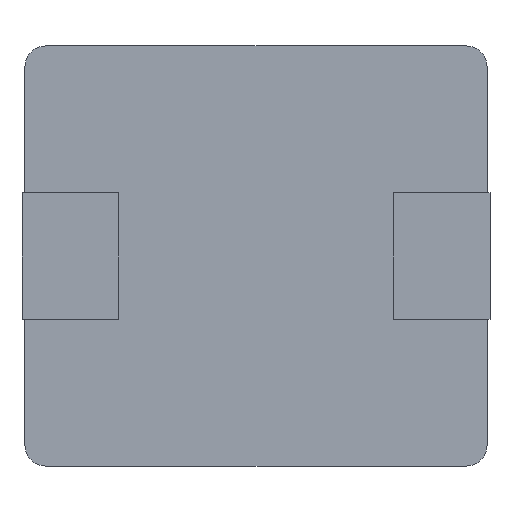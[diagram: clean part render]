
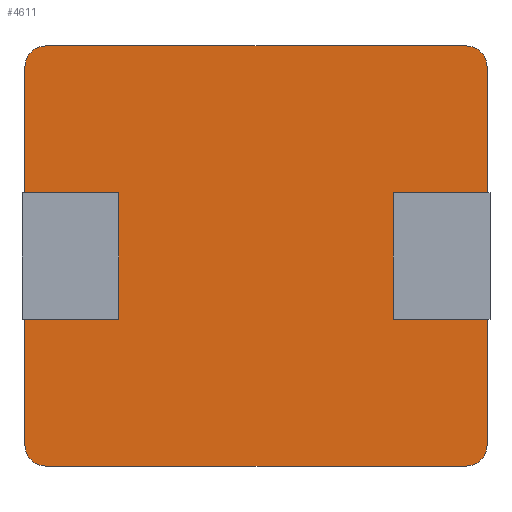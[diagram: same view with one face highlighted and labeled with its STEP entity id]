
A CAD part, front view. The second image highlights one B-rep face of the part: STEP entity #4611.
In plain terms, the highlighted planar face has unit normal (0, -1, 0).
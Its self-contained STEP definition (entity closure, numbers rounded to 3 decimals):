
#21 = VECTOR ( 'NONE', #7482, 1000. ) ;
#71 = DIRECTION ( 'NONE',  ( -1., 0., 0. ) ) ;
#121 = EDGE_CURVE ( 'NONE', #6157, #1306, #6470, .T. ) ;
#133 = VECTOR ( 'NONE', #6282, 1000. ) ;
#212 = DIRECTION ( 'NONE',  ( 0., 0., -1. ) ) ;
#231 = ORIENTED_EDGE ( 'NONE', *, *, #7637, .F. ) ;
#509 = CARTESIAN_POINT ( 'NONE',  ( -5.5, 0., -4.5 ) ) ;
#551 = CARTESIAN_POINT ( 'NONE',  ( -5.5, 0., -5. ) ) ;
#588 = ORIENTED_EDGE ( 'NONE', *, *, #9269, .T. ) ;
#628 = EDGE_CURVE ( 'NONE', #7669, #7509, #2334, .T. ) ;
#661 = DIRECTION ( 'NONE',  ( 1., 0., 0. ) ) ;
#815 = ORIENTED_EDGE ( 'NONE', *, *, #4487, .F. ) ;
#844 = ORIENTED_EDGE ( 'NONE', *, *, #5143, .T. ) ;
#887 = VERTEX_POINT ( 'NONE', #7037 ) ;
#1058 = AXIS2_PLACEMENT_3D ( 'NONE', #7010, #7758, #8530 ) ;
#1203 = LINE ( 'NONE', #9567, #6949 ) ;
#1293 = ORIENTED_EDGE ( 'NONE', *, *, #5248, .T. ) ;
#1306 = VERTEX_POINT ( 'NONE', #7824 ) ;
#1315 = EDGE_CURVE ( 'NONE', #7649, #9535, #7246, .T. ) ;
#1500 = LINE ( 'NONE', #5028, #5946 ) ;
#1525 = LINE ( 'NONE', #5169, #21 ) ;
#1566 = VECTOR ( 'NONE', #9637, 1000. ) ;
#1588 = CARTESIAN_POINT ( 'NONE',  ( 5.5, 0., -1.5 ) ) ;
#1751 = CARTESIAN_POINT ( 'NONE',  ( 0., 0., 0. ) ) ;
#1792 = EDGE_LOOP ( 'NONE', ( #7399, #1293, #4585, #231, #2847, #9690, #2643, #4261, #3135, #7077, #2945, #5462, #844, #3934, #815, #588 ) ) ;
#2232 = LINE ( 'NONE', #7794, #133 ) ;
#2291 = CARTESIAN_POINT ( 'NONE',  ( -5.5, 0., -5. ) ) ;
#2332 = CARTESIAN_POINT ( 'NONE',  ( 3.27, 0., 1.5 ) ) ;
#2334 = CIRCLE ( 'NONE', #6343, 0.5 ) ;
#2643 = ORIENTED_EDGE ( 'NONE', *, *, #9311, .F. ) ;
#2779 = DIRECTION ( 'NONE',  ( 0., 0., -1. ) ) ;
#2810 = CARTESIAN_POINT ( 'NONE',  ( 5.5, 0., 1.5 ) ) ;
#2847 = ORIENTED_EDGE ( 'NONE', *, *, #7761, .F. ) ;
#2888 = CARTESIAN_POINT ( 'NONE',  ( -5., 0., 5. ) ) ;
#2913 = VECTOR ( 'NONE', #2779, 1000. ) ;
#2945 = ORIENTED_EDGE ( 'NONE', *, *, #5497, .F. ) ;
#3050 = VECTOR ( 'NONE', #5074, 1000. ) ;
#3135 = ORIENTED_EDGE ( 'NONE', *, *, #8930, .F. ) ;
#3381 = DIRECTION ( 'NONE',  ( 0., -1., 0. ) ) ;
#3434 = CARTESIAN_POINT ( 'NONE',  ( -5.5, 0., 4.5 ) ) ;
#3449 = VERTEX_POINT ( 'NONE', #8241 ) ;
#3565 = DIRECTION ( 'NONE',  ( 0., -1., 0. ) ) ;
#3570 = LINE ( 'NONE', #551, #1566 ) ;
#3610 = CARTESIAN_POINT ( 'NONE',  ( 5., 0., 5. ) ) ;
#3664 = EDGE_CURVE ( 'NONE', #8237, #8960, #8097, .T. ) ;
#3825 = CARTESIAN_POINT ( 'NONE',  ( 5.5, 0., 4.5 ) ) ;
#3934 = ORIENTED_EDGE ( 'NONE', *, *, #6643, .T. ) ;
#4079 = EDGE_CURVE ( 'NONE', #3449, #5602, #6321, .T. ) ;
#4181 = CIRCLE ( 'NONE', #7036, 0.5 ) ;
#4261 = ORIENTED_EDGE ( 'NONE', *, *, #628, .T. ) ;
#4414 = DIRECTION ( 'NONE',  ( 0., 0., -1. ) ) ;
#4487 = EDGE_CURVE ( 'NONE', #5774, #8892, #1500, .T. ) ;
#4585 = ORIENTED_EDGE ( 'NONE', *, *, #6395, .F. ) ;
#4611 = ADVANCED_FACE ( 'NONE', ( #7471 ), #6088, .F. ) ;
#4729 = VERTEX_POINT ( 'NONE', #8422 ) ;
#5028 = CARTESIAN_POINT ( 'NONE',  ( -5.5, 0., -5. ) ) ;
#5074 = DIRECTION ( 'NONE',  ( -1., 0., 0. ) ) ;
#5095 = VECTOR ( 'NONE', #661, 1000. ) ;
#5143 = EDGE_CURVE ( 'NONE', #8237, #8068, #5583, .T. ) ;
#5169 = CARTESIAN_POINT ( 'NONE',  ( -5.5, 0., 5. ) ) ;
#5203 = CARTESIAN_POINT ( 'NONE',  ( -5.5, 0., 1.5 ) ) ;
#5248 = EDGE_CURVE ( 'NONE', #6157, #4729, #4181, .T. ) ;
#5393 = DIRECTION ( 'NONE',  ( 0., 0., -1. ) ) ;
#5462 = ORIENTED_EDGE ( 'NONE', *, *, #3664, .F. ) ;
#5494 = LINE ( 'NONE', #6307, #2913 ) ;
#5497 = EDGE_CURVE ( 'NONE', #8960, #9535, #3570, .T. ) ;
#5583 = LINE ( 'NONE', #6914, #9482 ) ;
#5602 = VERTEX_POINT ( 'NONE', #2810 ) ;
#5665 = LINE ( 'NONE', #2332, #9440 ) ;
#5774 = VERTEX_POINT ( 'NONE', #509 ) ;
#5797 = AXIS2_PLACEMENT_3D ( 'NONE', #1751, #6191, #7716 ) ;
#5914 = CARTESIAN_POINT ( 'NONE',  ( -5.5, 0., -1.5 ) ) ;
#5946 = VECTOR ( 'NONE', #8054, 1000. ) ;
#6088 = PLANE ( 'NONE',  #5797 ) ;
#6157 = VERTEX_POINT ( 'NONE', #6184 ) ;
#6184 = CARTESIAN_POINT ( 'NONE',  ( 5., 0., -5. ) ) ;
#6191 = DIRECTION ( 'NONE',  ( 0., 1., 0. ) ) ;
#6282 = DIRECTION ( 'NONE',  ( -1., 0., 0. ) ) ;
#6285 = AXIS2_PLACEMENT_3D ( 'NONE', #6484, #8025, #9610 ) ;
#6287 = DIRECTION ( 'NONE',  ( 0., 0., 1. ) ) ;
#6307 = CARTESIAN_POINT ( 'NONE',  ( 5.5, 0., -5. ) ) ;
#6321 = LINE ( 'NONE', #9404, #9629 ) ;
#6343 = AXIS2_PLACEMENT_3D ( 'NONE', #9483, #3565, #9513 ) ;
#6395 = EDGE_CURVE ( 'NONE', #6979, #4729, #1203, .T. ) ;
#6470 = LINE ( 'NONE', #2291, #9651 ) ;
#6484 = CARTESIAN_POINT ( 'NONE',  ( -5., 0., 4.5 ) ) ;
#6643 = EDGE_CURVE ( 'NONE', #8068, #8892, #2232, .T. ) ;
#6739 = CARTESIAN_POINT ( 'NONE',  ( 3.27, 0., -1.5 ) ) ;
#6914 = CARTESIAN_POINT ( 'NONE',  ( -3.27, 0., 1.5 ) ) ;
#6949 = VECTOR ( 'NONE', #4414, 1000. ) ;
#6979 = VERTEX_POINT ( 'NONE', #1588 ) ;
#7010 = CARTESIAN_POINT ( 'NONE',  ( -5., 0., -4.5 ) ) ;
#7036 = AXIS2_PLACEMENT_3D ( 'NONE', #7893, #3381, #6287 ) ;
#7037 = CARTESIAN_POINT ( 'NONE',  ( 3.27, 0., -1.5 ) ) ;
#7077 = ORIENTED_EDGE ( 'NONE', *, *, #1315, .T. ) ;
#7107 = LINE ( 'NONE', #6739, #5095 ) ;
#7139 = DIRECTION ( 'NONE',  ( 1., 0., 0. ) ) ;
#7246 = CIRCLE ( 'NONE', #6285, 0.5 ) ;
#7399 = ORIENTED_EDGE ( 'NONE', *, *, #121, .F. ) ;
#7436 = CARTESIAN_POINT ( 'NONE',  ( -3.27, 0., 1.5 ) ) ;
#7471 = FACE_OUTER_BOUND ( 'NONE', #1792, .T. ) ;
#7482 = DIRECTION ( 'NONE',  ( 1., 0., 0. ) ) ;
#7509 = VERTEX_POINT ( 'NONE', #3610 ) ;
#7637 = EDGE_CURVE ( 'NONE', #887, #6979, #7107, .T. ) ;
#7649 = VERTEX_POINT ( 'NONE', #2888 ) ;
#7669 = VERTEX_POINT ( 'NONE', #3825 ) ;
#7716 = DIRECTION ( 'NONE',  ( 0., 0., 1. ) ) ;
#7758 = DIRECTION ( 'NONE',  ( 0., -1., 0. ) ) ;
#7761 = EDGE_CURVE ( 'NONE', #3449, #887, #5665, .T. ) ;
#7794 = CARTESIAN_POINT ( 'NONE',  ( -3.27, 0., -1.5 ) ) ;
#7824 = CARTESIAN_POINT ( 'NONE',  ( -5., 0., -5. ) ) ;
#7843 = CARTESIAN_POINT ( 'NONE',  ( -3.27, 0., -1.5 ) ) ;
#7893 = CARTESIAN_POINT ( 'NONE',  ( 5., 0., -4.5 ) ) ;
#8025 = DIRECTION ( 'NONE',  ( 0., -1., 0. ) ) ;
#8054 = DIRECTION ( 'NONE',  ( 0., 0., 1. ) ) ;
#8068 = VERTEX_POINT ( 'NONE', #7843 ) ;
#8097 = LINE ( 'NONE', #9586, #3050 ) ;
#8237 = VERTEX_POINT ( 'NONE', #7436 ) ;
#8241 = CARTESIAN_POINT ( 'NONE',  ( 3.27, 0., 1.5 ) ) ;
#8422 = CARTESIAN_POINT ( 'NONE',  ( 5.5, 0., -4.5 ) ) ;
#8530 = DIRECTION ( 'NONE',  ( 0., 0., 1. ) ) ;
#8892 = VERTEX_POINT ( 'NONE', #5914 ) ;
#8930 = EDGE_CURVE ( 'NONE', #7649, #7509, #1525, .T. ) ;
#8960 = VERTEX_POINT ( 'NONE', #5203 ) ;
#9043 = CIRCLE ( 'NONE', #1058, 0.5 ) ;
#9269 = EDGE_CURVE ( 'NONE', #5774, #1306, #9043, .T. ) ;
#9311 = EDGE_CURVE ( 'NONE', #7669, #5602, #5494, .T. ) ;
#9404 = CARTESIAN_POINT ( 'NONE',  ( 3.27, 0., 1.5 ) ) ;
#9440 = VECTOR ( 'NONE', #212, 1000. ) ;
#9482 = VECTOR ( 'NONE', #5393, 1000. ) ;
#9483 = CARTESIAN_POINT ( 'NONE',  ( 5., 0., 4.5 ) ) ;
#9513 = DIRECTION ( 'NONE',  ( 0., 0., 1. ) ) ;
#9535 = VERTEX_POINT ( 'NONE', #3434 ) ;
#9567 = CARTESIAN_POINT ( 'NONE',  ( 5.5, 0., -5. ) ) ;
#9586 = CARTESIAN_POINT ( 'NONE',  ( -3.27, 0., 1.5 ) ) ;
#9610 = DIRECTION ( 'NONE',  ( 0., 0., 1. ) ) ;
#9629 = VECTOR ( 'NONE', #7139, 1000. ) ;
#9637 = DIRECTION ( 'NONE',  ( 0., 0., 1. ) ) ;
#9651 = VECTOR ( 'NONE', #71, 1000. ) ;
#9690 = ORIENTED_EDGE ( 'NONE', *, *, #4079, .T. ) ;
